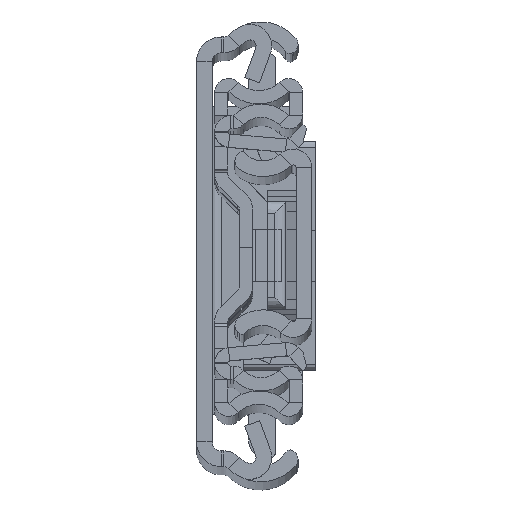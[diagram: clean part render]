
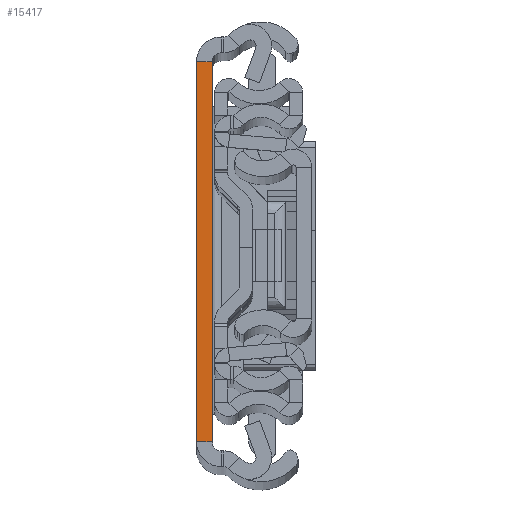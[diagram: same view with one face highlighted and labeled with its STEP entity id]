
A CAD part, top view. The second image highlights one B-rep face of the part: STEP entity #15417.
In plain terms, the highlighted planar face has unit normal (0, 0, 1).
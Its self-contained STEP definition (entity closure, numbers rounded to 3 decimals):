
#26 = VECTOR ( 'NONE', #427, 1000. ) ;
#427 = DIRECTION ( 'NONE',  ( 0., 1., 0. ) ) ;
#1390 = FACE_OUTER_BOUND ( 'NONE', #9886, .T. ) ;
#2374 = DIRECTION ( 'NONE',  ( 1., 0., 0. ) ) ;
#3358 = LINE ( 'NONE', #12090, #15951 ) ;
#3918 = VERTEX_POINT ( 'NONE', #14821 ) ;
#4120 = CARTESIAN_POINT ( 'NONE',  ( 2.6, 31.5, 0. ) ) ;
#4357 = LINE ( 'NONE', #8212, #26 ) ;
#4634 = VERTEX_POINT ( 'NONE', #17663 ) ;
#5185 = EDGE_CURVE ( 'NONE', #8181, #4634, #4357, .T. ) ;
#5428 = EDGE_CURVE ( 'NONE', #4634, #13777, #15882, .T. ) ;
#6494 = DIRECTION ( 'NONE',  ( 1., 0., 0. ) ) ;
#6949 = ORIENTED_EDGE ( 'NONE', *, *, #5185, .F. ) ;
#6985 = EDGE_CURVE ( 'NONE', #8181, #3918, #3358, .T. ) ;
#7800 = ORIENTED_EDGE ( 'NONE', *, *, #10293, .T. ) ;
#8076 = ORIENTED_EDGE ( 'NONE', *, *, #6985, .T. ) ;
#8181 = VERTEX_POINT ( 'NONE', #13402 ) ;
#8182 = VECTOR ( 'NONE', #12059, 1000. ) ;
#8212 = CARTESIAN_POINT ( 'NONE',  ( 0., -31.5, 0. ) ) ;
#8316 = CARTESIAN_POINT ( 'NONE',  ( 2.6, -31.5, 0. ) ) ;
#9032 = AXIS2_PLACEMENT_3D ( 'NONE', #14698, #10741, #9325 ) ;
#9325 = DIRECTION ( 'NONE',  ( 0., 1., 0. ) ) ;
#9886 = EDGE_LOOP ( 'NONE', ( #16037, #6949, #8076, #7800 ) ) ;
#10293 = EDGE_CURVE ( 'NONE', #3918, #13777, #16200, .T. ) ;
#10741 = DIRECTION ( 'NONE',  ( 0., 0., -1. ) ) ;
#11744 = CARTESIAN_POINT ( 'NONE',  ( 2.6, 31.5, 0. ) ) ;
#12059 = DIRECTION ( 'NONE',  ( 0., 1., 0. ) ) ;
#12090 = CARTESIAN_POINT ( 'NONE',  ( 2.6, -31.5, 0. ) ) ;
#13402 = CARTESIAN_POINT ( 'NONE',  ( 0., -31.5, 0. ) ) ;
#13777 = VERTEX_POINT ( 'NONE', #4120 ) ;
#14698 = CARTESIAN_POINT ( 'NONE',  ( 2.6, -31.5, 0. ) ) ;
#14821 = CARTESIAN_POINT ( 'NONE',  ( 2.6, -31.5, 0. ) ) ;
#14879 = VECTOR ( 'NONE', #6494, 1000. ) ;
#15417 = ADVANCED_FACE ( 'NONE', ( #1390 ), #17421, .F. ) ;
#15882 = LINE ( 'NONE', #11744, #14879 ) ;
#15951 = VECTOR ( 'NONE', #2374, 1000. ) ;
#16037 = ORIENTED_EDGE ( 'NONE', *, *, #5428, .F. ) ;
#16200 = LINE ( 'NONE', #8316, #8182 ) ;
#17421 = PLANE ( 'NONE',  #9032 ) ;
#17663 = CARTESIAN_POINT ( 'NONE',  ( 0., 31.5, 0. ) ) ;
